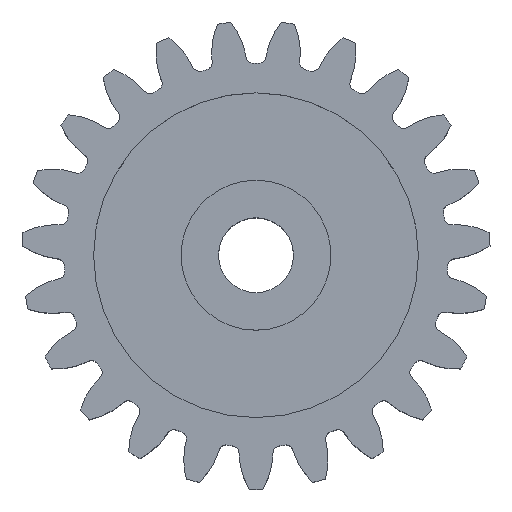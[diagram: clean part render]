
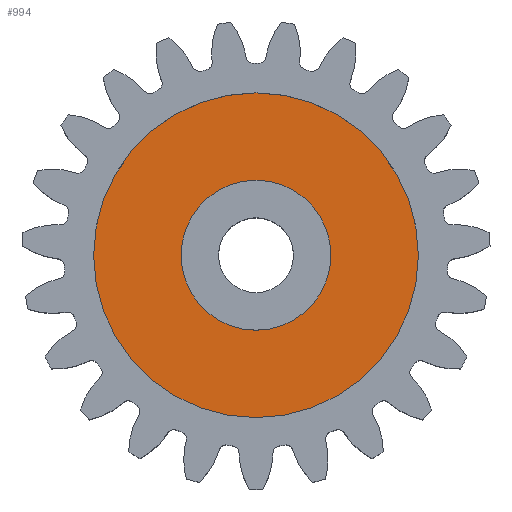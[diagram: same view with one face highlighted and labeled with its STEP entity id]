
A CAD part, top view. The second image highlights one B-rep face of the part: STEP entity #994.
In plain terms, the highlighted planar face has unit normal (0, 0, 1).
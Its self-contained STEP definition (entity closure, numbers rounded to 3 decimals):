
#943 = EDGE_LOOP ( 'NONE', ( #991, #996 ) ) ;
#947 = EDGE_CURVE ( 'NONE', #5335, #5336, #2741, .T. ) ;
#990 = EDGE_CURVE ( 'NONE', #5375, #5162, #2696, .T. ) ;
#991 = ORIENTED_EDGE ( 'NONE', *, *, #5387, .T. ) ;
#994 = ADVANCED_FACE ( 'NONE', ( #2697, #2685 ), #2688, .F. ) ;
#996 = ORIENTED_EDGE ( 'NONE', *, *, #947, .T. ) ;
#997 = EDGE_LOOP ( 'NONE', ( #998, #1003 ) ) ;
#998 = ORIENTED_EDGE ( 'NONE', *, *, #990, .F. ) ;
#1003 = ORIENTED_EDGE ( 'NONE', *, *, #5376, .F. ) ;
#2681 = DIRECTION ( 'NONE',  ( -1., 0., 0. ) ) ;
#2682 = DIRECTION ( 'NONE',  ( 0., 0., -1. ) ) ;
#2683 = CARTESIAN_POINT ( 'NONE',  ( 0., 0., 13.5 ) ) ;
#2685 = FACE_OUTER_BOUND ( 'NONE', #997, .T. ) ;
#2688 = PLANE ( 'NONE',  #2689 ) ;
#2689 = AXIS2_PLACEMENT_3D ( 'NONE', #2803, #2802, #2801 ) ;
#2690 = AXIS2_PLACEMENT_3D ( 'NONE', #2683, #2682, #2681 ) ;
#2696 = CIRCLE ( 'NONE', #2690, 26. ) ;
#2697 = FACE_BOUND ( 'NONE', #943, .T. ) ;
#2731 = DIRECTION ( 'NONE',  ( -1., 0., 0. ) ) ;
#2732 = DIRECTION ( 'NONE',  ( 0., 0., -1. ) ) ;
#2733 = CARTESIAN_POINT ( 'NONE',  ( 0., 0., 13.5 ) ) ;
#2734 = AXIS2_PLACEMENT_3D ( 'NONE', #2733, #2732, #2731 ) ;
#2741 = CIRCLE ( 'NONE', #2734, 12. ) ;
#2801 = DIRECTION ( 'NONE',  ( -1., 0., 0. ) ) ;
#2802 = DIRECTION ( 'NONE',  ( 0., 0., -1. ) ) ;
#2803 = CARTESIAN_POINT ( 'NONE',  ( 0., 0., 13.5 ) ) ;
#3808 = CARTESIAN_POINT ( 'NONE',  ( 26., 0., 13.5 ) ) ;
#3878 = CARTESIAN_POINT ( 'NONE',  ( -12., 0., 13.5 ) ) ;
#3920 = DIRECTION ( 'NONE',  ( -1., 0., 0. ) ) ;
#3921 = DIRECTION ( 'NONE',  ( 0., 0., -1. ) ) ;
#3922 = CARTESIAN_POINT ( 'NONE',  ( 0., 0., 13.5 ) ) ;
#3923 = AXIS2_PLACEMENT_3D ( 'NONE', #3922, #3921, #3920 ) ;
#3927 = CARTESIAN_POINT ( 'NONE',  ( -26., 0., 13.5 ) ) ;
#3932 = CIRCLE ( 'NONE', #3923, 26. ) ;
#3956 = DIRECTION ( 'NONE',  ( -1., 0., 0. ) ) ;
#3957 = DIRECTION ( 'NONE',  ( 0., 0., -1. ) ) ;
#3958 = CARTESIAN_POINT ( 'NONE',  ( 0., 0., 13.5 ) ) ;
#3966 = CIRCLE ( 'NONE', #3970, 12. ) ;
#3970 = AXIS2_PLACEMENT_3D ( 'NONE', #3958, #3957, #3956 ) ;
#4061 = CARTESIAN_POINT ( 'NONE',  ( 12., 0., 13.5 ) ) ;
#5162 = VERTEX_POINT ( 'NONE', #3808 ) ;
#5335 = VERTEX_POINT ( 'NONE', #4061 ) ;
#5336 = VERTEX_POINT ( 'NONE', #3878 ) ;
#5375 = VERTEX_POINT ( 'NONE', #3927 ) ;
#5376 = EDGE_CURVE ( 'NONE', #5162, #5375, #3932, .T. ) ;
#5387 = EDGE_CURVE ( 'NONE', #5336, #5335, #3966, .T. ) ;
